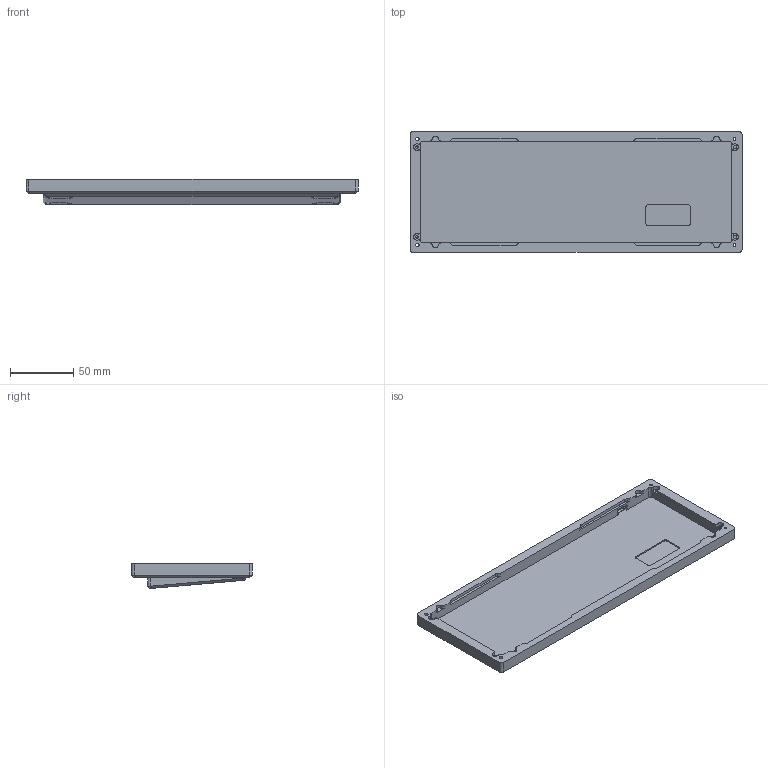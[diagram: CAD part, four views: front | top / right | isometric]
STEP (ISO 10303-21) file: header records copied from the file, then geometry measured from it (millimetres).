
FILE_DESCRIPTION(/* description */ (''),/* implementation_level */ '2;1');
FILE_NAME(/* name */ 'Carpool-Bottom-IntAngle.step',/* time_stamp */ '2021-06-12T14:03:05-04:00',/* author */ (''),/* organization */ (''),/* preprocessor_version */ 'ST-DEVELOPER v18.1',/* originating_system */ 'Autodesk Translation Framework v10.9.0.1377',/* authorisation */ '');
FILE_SCHEMA (('AUTOMOTIVE_DESIGN { 1 0 10303 214 3 1 1 }'));
Length unit declared in the file: millimetre
Products named in the file (1): Carpool-Bottom-IntAngle
Bounding box: 261.89 x 95.2 x 19.76 mm (x, y, z)
Volume: 187727.4 mm3; surface area: 66784.5 mm2
Topology: 1 solids, 1 shells, 177 faces, 451 edges, 290 vertices
Faces by surface type: cylinder 72, plane 65, bspline 40
Full cylindrical faces by diameter (mm): 2.075 x2, 2.175 x2, 2.5 x2, 2.7 x2, 5.27 x4, 20 x4
Entity records: 6857 total; most frequent: CARTESIAN_POINT 2786, ORIENTED_EDGE 902, DIRECTION 730, EDGE_CURVE 451, VERTEX_POINT 290, AXIS2_PLACEMENT_3D 276, EDGE_LOOP 201, LINE 178
